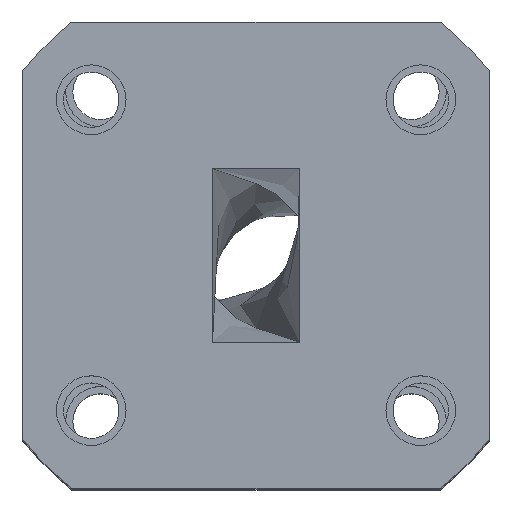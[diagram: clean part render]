
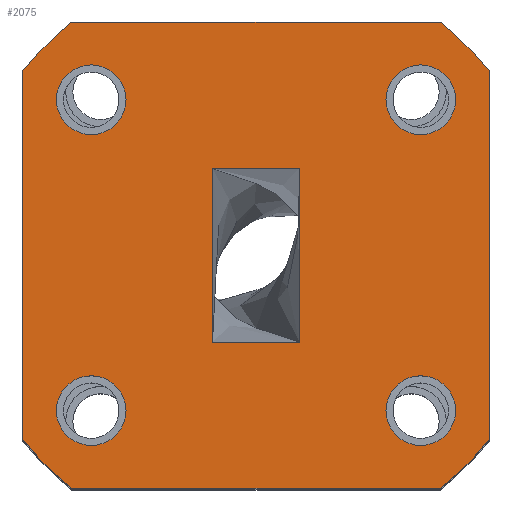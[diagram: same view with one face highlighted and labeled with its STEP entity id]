
A CAD part, top view. The second image highlights one B-rep face of the part: STEP entity #2075.
In plain terms, the highlighted planar face has unit normal (0, 0, 1).
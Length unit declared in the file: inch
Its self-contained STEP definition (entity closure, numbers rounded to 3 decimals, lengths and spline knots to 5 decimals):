
#5 = VERTEX_POINT ( 'NONE', #1002 ) ;
#14 = VERTEX_POINT ( 'NONE', #314 ) ;
#89 = EDGE_CURVE ( 'NONE', #5, #5, #122, .T. ) ;
#106 = EDGE_LOOP ( 'NONE', ( #1477 ) ) ;
#122 = CIRCLE ( 'NONE', #1889, 0.056 ) ;
#126 = CARTESIAN_POINT ( 'NONE',  ( -0.26496, -0.25, 1.31 ) ) ;
#150 = VERTEX_POINT ( 'NONE', #1887 ) ;
#180 = VERTEX_POINT ( 'NONE', #2448 ) ;
#185 = ORIENTED_EDGE ( 'NONE', *, *, #2348, .T. ) ;
#188 = CARTESIAN_POINT ( 'NONE',  ( 0., 0.14, 1.31 ) ) ;
#194 = LINE ( 'NONE', #2556, #2403 ) ;
#216 = ORIENTED_EDGE ( 'NONE', *, *, #567, .T. ) ;
#222 = LINE ( 'NONE', #1648, #2264 ) ;
#232 = ORIENTED_EDGE ( 'NONE', *, *, #1968, .T. ) ;
#233 = FACE_BOUND ( 'NONE', #2035, .T. ) ;
#258 = LINE ( 'NONE', #2011, #960 ) ;
#307 = DIRECTION ( 'NONE',  ( -1., 0., 0. ) ) ;
#314 = CARTESIAN_POINT ( 'NONE',  ( 0.07, -0.14, 1.31 ) ) ;
#334 = DIRECTION ( 'NONE',  ( 0., 0., -1. ) ) ;
#342 = VERTEX_POINT ( 'NONE', #1618 ) ;
#365 = CIRCLE ( 'NONE', #2343, 0.47791 ) ;
#396 = CIRCLE ( 'NONE', #1332, 0.056 ) ;
#404 = VERTEX_POINT ( 'NONE', #2273 ) ;
#479 = ORIENTED_EDGE ( 'NONE', *, *, #662, .F. ) ;
#486 = CIRCLE ( 'NONE', #855, 0.056 ) ;
#498 = LINE ( 'NONE', #2168, #1165 ) ;
#509 = CARTESIAN_POINT ( 'NONE',  ( 0., 0., 1.31 ) ) ;
#528 = DIRECTION ( 'NONE',  ( 0., 1., 0. ) ) ;
#541 = EDGE_CURVE ( 'NONE', #180, #150, #194, .T. ) ;
#567 = EDGE_CURVE ( 'NONE', #150, #2119, #2728, .T. ) ;
#569 = CARTESIAN_POINT ( 'NONE',  ( -0.26496, -0.194, 1.31 ) ) ;
#597 = CIRCLE ( 'NONE', #2539, 0.056 ) ;
#609 = CARTESIAN_POINT ( 'NONE',  ( -0.375, 0.375, 1.31 ) ) ;
#613 = EDGE_CURVE ( 'NONE', #1992, #342, #258, .T. ) ;
#662 = EDGE_CURVE ( 'NONE', #1472, #342, #1935, .T. ) ;
#700 = AXIS2_PLACEMENT_3D ( 'NONE', #1554, #1761, #1147 ) ;
#709 = VERTEX_POINT ( 'NONE', #738 ) ;
#738 = CARTESIAN_POINT ( 'NONE',  ( 0.29626, -0.375, 1.31 ) ) ;
#749 = ORIENTED_EDGE ( 'NONE', *, *, #2615, .F. ) ;
#772 = ORIENTED_EDGE ( 'NONE', *, *, #613, .T. ) ;
#773 = EDGE_CURVE ( 'NONE', #14, #180, #2534, .T. ) ;
#796 = EDGE_CURVE ( 'NONE', #1340, #709, #222, .T. ) ;
#814 = DIRECTION ( 'NONE',  ( 0., 1., 0. ) ) ;
#822 = CARTESIAN_POINT ( 'NONE',  ( -0.375, -0.29626, 1.31 ) ) ;
#829 = VERTEX_POINT ( 'NONE', #1639 ) ;
#855 = AXIS2_PLACEMENT_3D ( 'NONE', #2678, #1391, #2648 ) ;
#937 = DIRECTION ( 'NONE',  ( 0., -1., 0. ) ) ;
#960 = VECTOR ( 'NONE', #528, 39.37008 ) ;
#961 = CARTESIAN_POINT ( 'NONE',  ( 0.375, -0.29626, 1.31 ) ) ;
#980 = CARTESIAN_POINT ( 'NONE',  ( 0.29626, 0.375, 1.31 ) ) ;
#1002 = CARTESIAN_POINT ( 'NONE',  ( 0.26496, -0.194, 1.31 ) ) ;
#1130 = LINE ( 'NONE', #609, #1428 ) ;
#1143 = ORIENTED_EDGE ( 'NONE', *, *, #773, .T. ) ;
#1147 = DIRECTION ( 'NONE',  ( 0., 1., 0. ) ) ;
#1157 = PLANE ( 'NONE',  #1422 ) ;
#1158 = VERTEX_POINT ( 'NONE', #569 ) ;
#1165 = VECTOR ( 'NONE', #937, 39.37008 ) ;
#1182 = ORIENTED_EDGE ( 'NONE', *, *, #2495, .T. ) ;
#1183 = CARTESIAN_POINT ( 'NONE',  ( 0., 0., 1.31 ) ) ;
#1222 = DIRECTION ( 'NONE',  ( 0., 1., 0. ) ) ;
#1279 = VERTEX_POINT ( 'NONE', #822 ) ;
#1296 = EDGE_CURVE ( 'NONE', #1472, #2708, #1130, .T. ) ;
#1332 = AXIS2_PLACEMENT_3D ( 'NONE', #2668, #2235, #1372 ) ;
#1338 = ORIENTED_EDGE ( 'NONE', *, *, #89, .T. ) ;
#1340 = VERTEX_POINT ( 'NONE', #1695 ) ;
#1351 = DIRECTION ( 'NONE',  ( 0., 1., 0. ) ) ;
#1359 = DIRECTION ( 'NONE',  ( 0., 1., 0. ) ) ;
#1372 = DIRECTION ( 'NONE',  ( 0., 1., 0. ) ) ;
#1391 = DIRECTION ( 'NONE',  ( 0., 0., -1. ) ) ;
#1394 = AXIS2_PLACEMENT_3D ( 'NONE', #2640, #2021, #1351 ) ;
#1405 = VECTOR ( 'NONE', #2674, 39.37008 ) ;
#1422 = AXIS2_PLACEMENT_3D ( 'NONE', #509, #2655, #1359 ) ;
#1428 = VECTOR ( 'NONE', #2581, 39.37008 ) ;
#1451 = CARTESIAN_POINT ( 'NONE',  ( 0.26496, -0.25, 1.31 ) ) ;
#1472 = VERTEX_POINT ( 'NONE', #980 ) ;
#1477 = ORIENTED_EDGE ( 'NONE', *, *, #2048, .T. ) ;
#1554 = CARTESIAN_POINT ( 'NONE',  ( 0., 0., 1.31 ) ) ;
#1556 = FACE_BOUND ( 'NONE', #1570, .T. ) ;
#1570 = EDGE_LOOP ( 'NONE', ( #185 ) ) ;
#1618 = CARTESIAN_POINT ( 'NONE',  ( 0.375, 0.29626, 1.31 ) ) ;
#1639 = CARTESIAN_POINT ( 'NONE',  ( -0.26496, 0.306, 1.31 ) ) ;
#1640 = DIRECTION ( 'NONE',  ( 0., 0., -1. ) ) ;
#1648 = CARTESIAN_POINT ( 'NONE',  ( -0.375, -0.375, 1.31 ) ) ;
#1675 = CARTESIAN_POINT ( 'NONE',  ( 0.26496, 0.306, 1.31 ) ) ;
#1679 = ORIENTED_EDGE ( 'NONE', *, *, #541, .T. ) ;
#1680 = ORIENTED_EDGE ( 'NONE', *, *, #1296, .T. ) ;
#1695 = CARTESIAN_POINT ( 'NONE',  ( -0.29626, -0.375, 1.31 ) ) ;
#1761 = DIRECTION ( 'NONE',  ( 0., 0., -1. ) ) ;
#1762 = CIRCLE ( 'NONE', #700, 0.47791 ) ;
#1845 = DIRECTION ( 'NONE',  ( 0., 1., 0. ) ) ;
#1851 = DIRECTION ( 'NONE',  ( 0., 1., 0. ) ) ;
#1887 = CARTESIAN_POINT ( 'NONE',  ( -0.07, 0.14, 1.31 ) ) ;
#1889 = AXIS2_PLACEMENT_3D ( 'NONE', #1451, #2758, #814 ) ;
#1935 = CIRCLE ( 'NONE', #1394, 0.47791 ) ;
#1968 = EDGE_CURVE ( 'NONE', #829, #829, #396, .T. ) ;
#1992 = VERTEX_POINT ( 'NONE', #961 ) ;
#1998 = VECTOR ( 'NONE', #2116, 39.37008 ) ;
#1999 = CARTESIAN_POINT ( 'NONE',  ( 0.07, 0.14, 1.31 ) ) ;
#2011 = CARTESIAN_POINT ( 'NONE',  ( 0.375, 0.375, 1.31 ) ) ;
#2012 = FACE_BOUND ( 'NONE', #2484, .T. ) ;
#2021 = DIRECTION ( 'NONE',  ( 0., 0., -1. ) ) ;
#2035 = EDGE_LOOP ( 'NONE', ( #1338 ) ) ;
#2046 = ORIENTED_EDGE ( 'NONE', *, *, #796, .T. ) ;
#2048 = EDGE_CURVE ( 'NONE', #2340, #2340, #486, .T. ) ;
#2069 = CARTESIAN_POINT ( 'NONE',  ( 0., 0., 1.31 ) ) ;
#2075 = ADVANCED_FACE ( 'NONE', ( #2136, #233, #1556, #2547, #2012, #2144 ), #1157, .T. ) ;
#2098 = VECTOR ( 'NONE', #307, 39.37008 ) ;
#2115 = LINE ( 'NONE', #2487, #1405 ) ;
#2116 = DIRECTION ( 'NONE',  ( 1., 0., 0. ) ) ;
#2119 = VERTEX_POINT ( 'NONE', #1999 ) ;
#2129 = ORIENTED_EDGE ( 'NONE', *, *, #2566, .F. ) ;
#2136 = FACE_BOUND ( 'NONE', #106, .T. ) ;
#2144 = FACE_OUTER_BOUND ( 'NONE', #2625, .T. ) ;
#2168 = CARTESIAN_POINT ( 'NONE',  ( 0.07, 0., 1.31 ) ) ;
#2213 = EDGE_CURVE ( 'NONE', #404, #2708, #365, .T. ) ;
#2235 = DIRECTION ( 'NONE',  ( 0., 0., -1. ) ) ;
#2259 = ORIENTED_EDGE ( 'NONE', *, *, #2663, .T. ) ;
#2261 = DIRECTION ( 'NONE',  ( 0., 1., 0. ) ) ;
#2264 = VECTOR ( 'NONE', #2279, 39.37008 ) ;
#2273 = CARTESIAN_POINT ( 'NONE',  ( -0.375, 0.29626, 1.31 ) ) ;
#2279 = DIRECTION ( 'NONE',  ( 1., 0., 0. ) ) ;
#2302 = ORIENTED_EDGE ( 'NONE', *, *, #2213, .F. ) ;
#2340 = VERTEX_POINT ( 'NONE', #1675 ) ;
#2343 = AXIS2_PLACEMENT_3D ( 'NONE', #1183, #1640, #1845 ) ;
#2348 = EDGE_CURVE ( 'NONE', #1158, #1158, #597, .T. ) ;
#2386 = EDGE_LOOP ( 'NONE', ( #232 ) ) ;
#2403 = VECTOR ( 'NONE', #1222, 39.37008 ) ;
#2439 = CARTESIAN_POINT ( 'NONE',  ( 0., -0.14, 1.31 ) ) ;
#2448 = CARTESIAN_POINT ( 'NONE',  ( -0.07, -0.14, 1.31 ) ) ;
#2484 = EDGE_LOOP ( 'NONE', ( #1143, #1679, #216, #1182 ) ) ;
#2487 = CARTESIAN_POINT ( 'NONE',  ( -0.375, 0.375, 1.31 ) ) ;
#2495 = EDGE_CURVE ( 'NONE', #2119, #14, #498, .T. ) ;
#2499 = CARTESIAN_POINT ( 'NONE',  ( -0.29626, 0.375, 1.31 ) ) ;
#2534 = LINE ( 'NONE', #2439, #2098 ) ;
#2539 = AXIS2_PLACEMENT_3D ( 'NONE', #126, #334, #2261 ) ;
#2547 = FACE_BOUND ( 'NONE', #2386, .T. ) ;
#2550 = CIRCLE ( 'NONE', #2579, 0.47791 ) ;
#2556 = CARTESIAN_POINT ( 'NONE',  ( -0.07, 0., 1.31 ) ) ;
#2566 = EDGE_CURVE ( 'NONE', #1340, #1279, #1762, .T. ) ;
#2579 = AXIS2_PLACEMENT_3D ( 'NONE', #2069, #2700, #1851 ) ;
#2581 = DIRECTION ( 'NONE',  ( -1., 0., 0. ) ) ;
#2615 = EDGE_CURVE ( 'NONE', #1992, #709, #2550, .T. ) ;
#2625 = EDGE_LOOP ( 'NONE', ( #1680, #2302, #2259, #2129, #2046, #749, #772, #479 ) ) ;
#2640 = CARTESIAN_POINT ( 'NONE',  ( 0., 0., 1.31 ) ) ;
#2648 = DIRECTION ( 'NONE',  ( 0., 1., 0. ) ) ;
#2655 = DIRECTION ( 'NONE',  ( 0., 0., 1. ) ) ;
#2663 = EDGE_CURVE ( 'NONE', #404, #1279, #2115, .T. ) ;
#2668 = CARTESIAN_POINT ( 'NONE',  ( -0.26496, 0.25, 1.31 ) ) ;
#2674 = DIRECTION ( 'NONE',  ( 0., -1., 0. ) ) ;
#2678 = CARTESIAN_POINT ( 'NONE',  ( 0.26496, 0.25, 1.31 ) ) ;
#2700 = DIRECTION ( 'NONE',  ( 0., 0., -1. ) ) ;
#2708 = VERTEX_POINT ( 'NONE', #2499 ) ;
#2728 = LINE ( 'NONE', #188, #1998 ) ;
#2758 = DIRECTION ( 'NONE',  ( 0., 0., -1. ) ) ;
